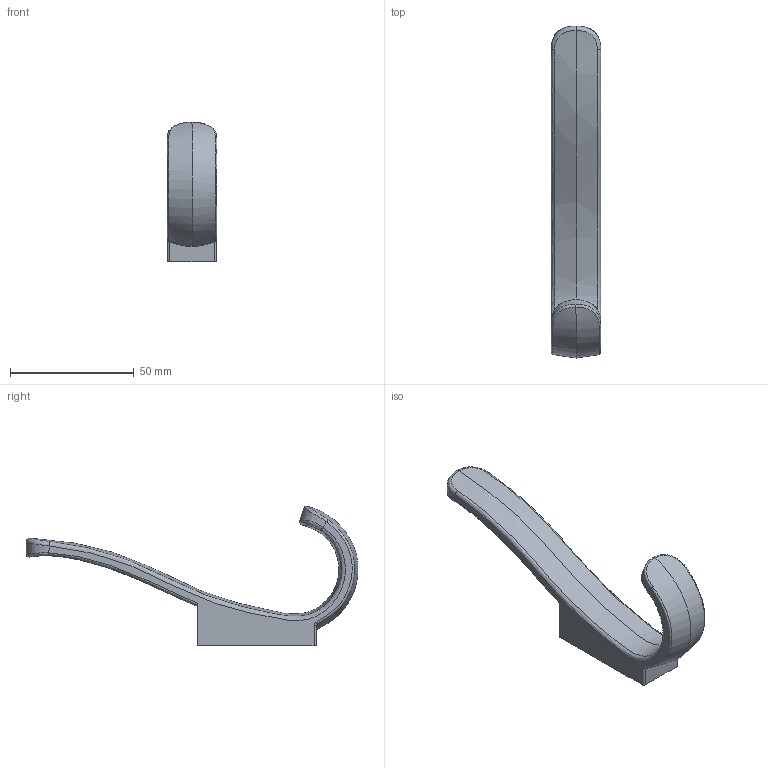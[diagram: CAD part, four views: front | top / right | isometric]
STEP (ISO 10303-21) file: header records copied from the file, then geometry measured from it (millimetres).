
FILE_DESCRIPTION (( 'STEP AP214' ), '1' );
FILE_NAME ('F002453,F002454,F002455_3D.step', '2022-06-10T07:05:50', ( '' ), ( '' ), 'SwSTEP 2.0', 'SolidWorks 2020', '' );
FILE_SCHEMA (( 'AUTOMOTIVE_DESIGN' ));
Length unit declared in the file: millimetre
Products named in the file (1): F002453,F002454,F002455_3D
Bounding box: 20.1 x 134.4 x 56.52 mm (x, y, z)
Volume: 18109.5 mm3; surface area: 14439.2 mm2
Topology: 2 solids, 2 shells, 91 faces, 229 edges, 143 vertices
Faces by surface type: bspline 44, plane 23, cylinder 16, cone 8
Entity records: 10966 total; most frequent: CARTESIAN_POINT 8332, ORIENTED_EDGE 458, DIRECTION 238, EDGE_CURVE 229, VERTEX_POINT 143, B_SPLINE_CURVE_WITH_KNOTS 112, EDGE_LOOP 98, FACE_OUTER_BOUND 91
